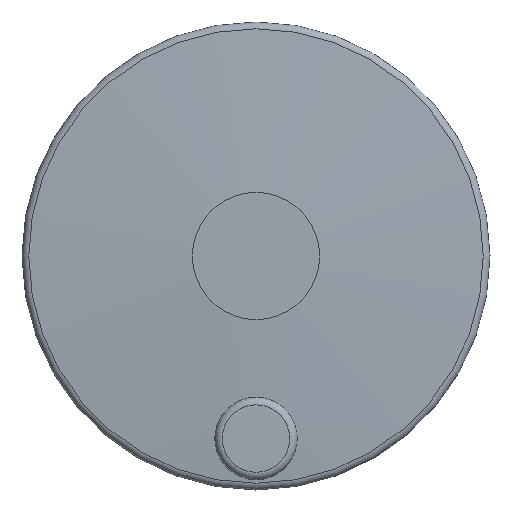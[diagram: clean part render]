
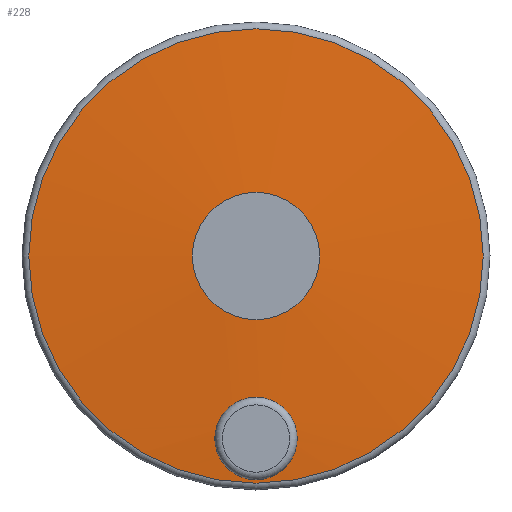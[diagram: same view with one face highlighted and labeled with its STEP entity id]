
A CAD part, left-side view. The second image highlights one B-rep face of the part: STEP entity #228.
In plain terms, the highlighted spherical face has radius 652.542 mm.
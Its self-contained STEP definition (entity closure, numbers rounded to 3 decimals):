
#100=SPHERICAL_SURFACE('',#892,652.542);
#114=B_SPLINE_CURVE_WITH_KNOTS('',3,(#1387,#1388,#1389,#1390,#1391,#1392,
#1393,#1394,#1395,#1396,#1397,#1398,#1399,#1400,#1401,#1402,#1403,#1404),
.UNSPECIFIED.,.T.,.F.,(2,2,2,2,2,2,2,2,2,2,2),(-0.125,0.,0.125,0.25,0.375,
0.5,0.625,0.75,0.875,1.,1.125),.UNSPECIFIED.);
#228=ADVANCED_FACE('',(#314,#315,#316),#100,.T.);
#314=FACE_BOUND('',#356,.T.);
#315=FACE_BOUND('',#357,.T.);
#316=FACE_BOUND('',#358,.T.);
#356=EDGE_LOOP('',(#464));
#357=EDGE_LOOP('',(#465));
#358=EDGE_LOOP('',(#466));
#464=ORIENTED_EDGE('',*,*,#738,.T.);
#465=ORIENTED_EDGE('',*,*,#739,.F.);
#466=ORIENTED_EDGE('',*,*,#740,.F.);
#659=VERTEX_POINT('',#1384);
#660=VERTEX_POINT('',#1386);
#661=VERTEX_POINT('',#1405);
#738=EDGE_CURVE('',#659,#659,#821,.T.);
#739=EDGE_CURVE('',#660,#660,#822,.T.);
#740=EDGE_CURVE('',#661,#661,#114,.T.);
#821=CIRCLE('',#890,17.);
#822=CIRCLE('',#891,60.686);
#890=AXIS2_PLACEMENT_3D('',#1383,#1039,#1040);
#891=AXIS2_PLACEMENT_3D('',#1385,#1041,#1042);
#892=AXIS2_PLACEMENT_3D('',#1406,#1043,#1044);
#1039=DIRECTION('',(1.,0.,0.));
#1040=DIRECTION('',(0.,0.,-1.));
#1041=DIRECTION('',(1.,0.,0.));
#1042=DIRECTION('',(0.,0.,-1.));
#1043=DIRECTION('',(1.,0.,0.));
#1044=DIRECTION('',(0.,1.,0.));
#1383=CARTESIAN_POINT('',(353.221,156.75,0.));
#1384=CARTESIAN_POINT('',(353.221,156.75,-17.));
#1385=CARTESIAN_POINT('',(355.828,156.75,0.));
#1386=CARTESIAN_POINT('',(355.828,156.75,-60.686));
#1387=CARTESIAN_POINT('',(354.226,154.449,-39.987));
#1388=CARTESIAN_POINT('',(354.226,159.051,-39.987));
#1389=CARTESIAN_POINT('',(354.297,161.3,-40.933));
#1390=CARTESIAN_POINT('',(354.537,164.506,-44.144));
#1391=CARTESIAN_POINT('',(354.707,165.444,-46.413));
#1392=CARTESIAN_POINT('',(355.046,165.446,-50.943));
#1393=CARTESIAN_POINT('',(355.215,164.527,-53.198));
#1394=CARTESIAN_POINT('',(355.458,161.285,-56.448));
#1395=CARTESIAN_POINT('',(355.527,159.026,-57.377));
#1396=CARTESIAN_POINT('',(355.528,154.48,-57.378));
#1397=CARTESIAN_POINT('',(355.457,152.207,-56.435));
#1398=CARTESIAN_POINT('',(355.217,148.999,-53.229));
#1399=CARTESIAN_POINT('',(355.049,148.057,-50.981));
#1400=CARTESIAN_POINT('',(354.706,148.053,-46.4));
#1401=CARTESIAN_POINT('',(354.538,148.99,-44.151));
#1402=CARTESIAN_POINT('',(354.297,152.196,-40.935));
#1403=CARTESIAN_POINT('',(354.226,154.449,-39.987));
#1404=CARTESIAN_POINT('',(354.226,159.051,-39.987));
#1405=CARTESIAN_POINT('',(354.226,156.75,-39.987));
#1406=CARTESIAN_POINT('',(1005.542,156.75,0.));
